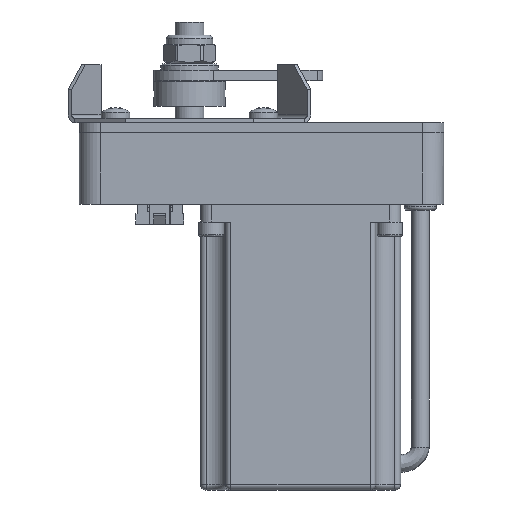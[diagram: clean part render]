
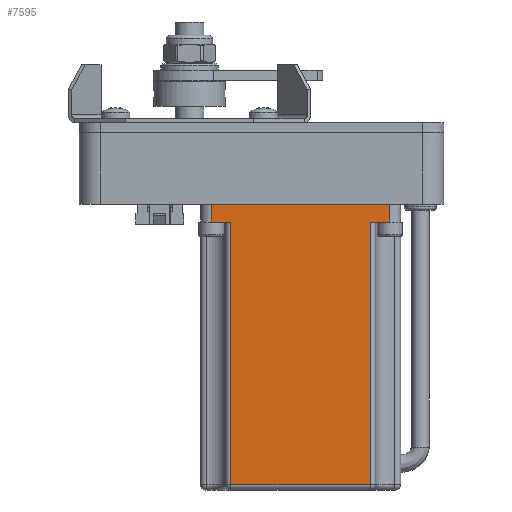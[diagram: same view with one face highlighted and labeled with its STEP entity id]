
A CAD part, front view. The second image highlights one B-rep face of the part: STEP entity #7595.
In plain terms, the highlighted planar face has unit normal (0, -1, 0).
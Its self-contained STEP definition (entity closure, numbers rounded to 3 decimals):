
#5193 = VERTEX_POINT('',#5194);
#5194 = CARTESIAN_POINT('',(-58.5,-53.,-18.));
#5201 = EDGE_CURVE('',#5202,#5193,#5204,.T.);
#5202 = VERTEX_POINT('',#5203);
#5203 = CARTESIAN_POINT('',(-8.5,-53.,-18.));
#5204 = LINE('',#5205,#5206);
#5205 = CARTESIAN_POINT('',(-5.5,-53.,-18.));
#5206 = VECTOR('',#5207,1.);
#5207 = DIRECTION('',(-1.,0.,0.));
#7576 = EDGE_CURVE('',#7577,#5202,#7579,.T.);
#7577 = VERTEX_POINT('',#7578);
#7578 = CARTESIAN_POINT('',(-8.5,-53.,-23.));
#7579 = LINE('',#7580,#7581);
#7580 = CARTESIAN_POINT('',(-8.5,-53.,-23.));
#7581 = VECTOR('',#7582,1.);
#7582 = DIRECTION('',(0.,0.,1.));
#7595 = ADVANCED_FACE('',(#7596),#7678,.T.);
#7596 = FACE_BOUND('',#7597,.T.);
#7597 = EDGE_LOOP('',(#7598,#7608,#7616,#7624,#7632,#7640,#7648,#7654,
    #7655,#7656,#7664,#7672));
#7598 = ORIENTED_EDGE('',*,*,#7599,.T.);
#7599 = EDGE_CURVE('',#7600,#7602,#7604,.T.);
#7600 = VERTEX_POINT('',#7601);
#7601 = CARTESIAN_POINT('',(-54.917,-53.,-23.));
#7602 = VERTEX_POINT('',#7603);
#7603 = CARTESIAN_POINT('',(-53.019,-53.,-23.));
#7604 = LINE('',#7605,#7606);
#7605 = CARTESIAN_POINT('',(-32.5,-53.,-23.));
#7606 = VECTOR('',#7607,1.);
#7607 = DIRECTION('',(1.,0.,0.));
#7608 = ORIENTED_EDGE('',*,*,#7609,.T.);
#7609 = EDGE_CURVE('',#7602,#7610,#7612,.T.);
#7610 = VERTEX_POINT('',#7611);
#7611 = CARTESIAN_POINT('',(-53.019,-53.,-96.5));
#7612 = LINE('',#7613,#7614);
#7613 = CARTESIAN_POINT('',(-53.019,-53.,-23.));
#7614 = VECTOR('',#7615,1.);
#7615 = DIRECTION('',(0.,0.,-1.));
#7616 = ORIENTED_EDGE('',*,*,#7617,.F.);
#7617 = EDGE_CURVE('',#7618,#7610,#7620,.T.);
#7618 = VERTEX_POINT('',#7619);
#7619 = CARTESIAN_POINT('',(-13.981,-53.,-96.5));
#7620 = LINE('',#7621,#7622);
#7621 = CARTESIAN_POINT('',(-12.083,-53.,-96.5));
#7622 = VECTOR('',#7623,1.);
#7623 = DIRECTION('',(-1.,0.,0.));
#7624 = ORIENTED_EDGE('',*,*,#7625,.F.);
#7625 = EDGE_CURVE('',#7626,#7618,#7628,.T.);
#7626 = VERTEX_POINT('',#7627);
#7627 = CARTESIAN_POINT('',(-13.981,-53.,-23.));
#7628 = LINE('',#7629,#7630);
#7629 = CARTESIAN_POINT('',(-13.981,-53.,-23.));
#7630 = VECTOR('',#7631,1.);
#7631 = DIRECTION('',(0.,0.,-1.));
#7632 = ORIENTED_EDGE('',*,*,#7633,.F.);
#7633 = EDGE_CURVE('',#7634,#7626,#7636,.T.);
#7634 = VERTEX_POINT('',#7635);
#7635 = CARTESIAN_POINT('',(-12.083,-53.,-23.));
#7636 = LINE('',#7637,#7638);
#7637 = CARTESIAN_POINT('',(-6.5,-53.,-23.));
#7638 = VECTOR('',#7639,1.);
#7639 = DIRECTION('',(-1.,0.,0.));
#7640 = ORIENTED_EDGE('',*,*,#7641,.T.);
#7641 = EDGE_CURVE('',#7634,#7642,#7644,.T.);
#7642 = VERTEX_POINT('',#7643);
#7643 = CARTESIAN_POINT('',(-9.788,-53.,-23.));
#7644 = LINE('',#7645,#7646);
#7645 = CARTESIAN_POINT('',(-6.5,-53.,-23.));
#7646 = VECTOR('',#7647,1.);
#7647 = DIRECTION('',(1.,0.,0.));
#7648 = ORIENTED_EDGE('',*,*,#7649,.T.);
#7649 = EDGE_CURVE('',#7642,#7577,#7650,.T.);
#7650 = LINE('',#7651,#7652);
#7651 = CARTESIAN_POINT('',(-6.5,-53.,-23.));
#7652 = VECTOR('',#7653,1.);
#7653 = DIRECTION('',(1.,0.,0.));
#7654 = ORIENTED_EDGE('',*,*,#7576,.T.);
#7655 = ORIENTED_EDGE('',*,*,#5201,.T.);
#7656 = ORIENTED_EDGE('',*,*,#7657,.F.);
#7657 = EDGE_CURVE('',#7658,#5193,#7660,.T.);
#7658 = VERTEX_POINT('',#7659);
#7659 = CARTESIAN_POINT('',(-58.5,-53.,-23.));
#7660 = LINE('',#7661,#7662);
#7661 = CARTESIAN_POINT('',(-58.5,-53.,-23.));
#7662 = VECTOR('',#7663,1.);
#7663 = DIRECTION('',(0.,0.,1.));
#7664 = ORIENTED_EDGE('',*,*,#7665,.T.);
#7665 = EDGE_CURVE('',#7658,#7666,#7668,.T.);
#7666 = VERTEX_POINT('',#7667);
#7667 = CARTESIAN_POINT('',(-57.212,-53.,-23.));
#7668 = LINE('',#7669,#7670);
#7669 = CARTESIAN_POINT('',(-32.5,-53.,-23.));
#7670 = VECTOR('',#7671,1.);
#7671 = DIRECTION('',(1.,0.,0.));
#7672 = ORIENTED_EDGE('',*,*,#7673,.T.);
#7673 = EDGE_CURVE('',#7666,#7600,#7674,.T.);
#7674 = LINE('',#7675,#7676);
#7675 = CARTESIAN_POINT('',(-32.5,-53.,-23.));
#7676 = VECTOR('',#7677,1.);
#7677 = DIRECTION('',(1.,0.,0.));
#7678 = PLANE('',#7679);
#7679 = AXIS2_PLACEMENT_3D('',#7680,#7681,#7682);
#7680 = CARTESIAN_POINT('',(-5.5,-53.,-98.));
#7681 = DIRECTION('',(0.,-1.,0.));
#7682 = DIRECTION('',(-1.,0.,0.));
